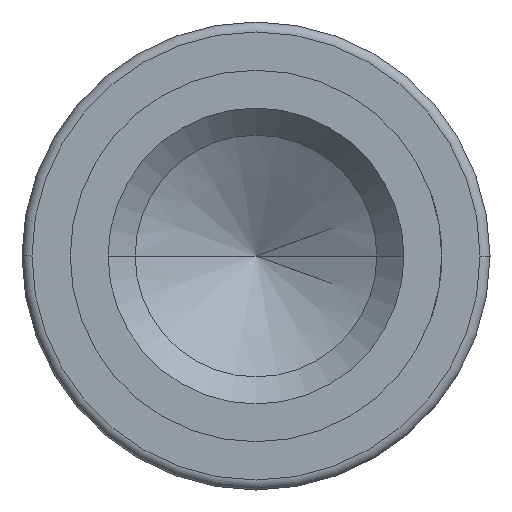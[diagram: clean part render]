
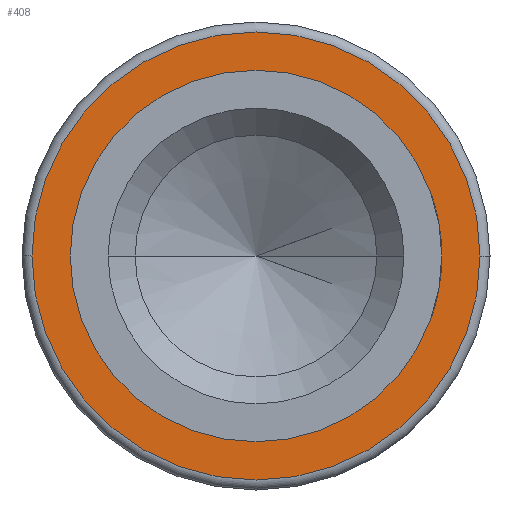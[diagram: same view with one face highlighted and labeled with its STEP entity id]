
A CAD part, front view. The second image highlights one B-rep face of the part: STEP entity #408.
In plain terms, the highlighted planar face has unit normal (0, -1, 0).
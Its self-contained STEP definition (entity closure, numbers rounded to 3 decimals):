
#1=CARTESIAN_POINT('',(0.,0.,0.));
#2=DIRECTION('',(0.,-1.,0.));
#3=DIRECTION('',(1.,0.,0.));
#4=AXIS2_PLACEMENT_3D('',#1,#2,#3);
#16=CARTESIAN_POINT('',(0.,0.,0.));
#17=DIRECTION('',(0.,-1.,0.));
#18=DIRECTION('',(-1.,0.,0.));
#19=AXIS2_PLACEMENT_3D('',#16,#17,#18);
#158=CARTESIAN_POINT('',(0.,0.,0.));
#159=DIRECTION('',(0.,1.,0.));
#160=DIRECTION('',(-1.,0.,0.));
#161=AXIS2_PLACEMENT_3D('',#158,#159,#160);
#190=CARTESIAN_POINT('',(0.,0.,0.));
#191=DIRECTION('',(0.,-1.,0.));
#192=DIRECTION('',(-1.,0.,0.));
#193=AXIS2_PLACEMENT_3D('',#190,#191,#192);
#301=CARTESIAN_POINT('',(-1.31,0.,0.));
#303=VERTEX_POINT('',#301);
#305=CARTESIAN_POINT('',(1.31,0.,0.));
#306=VERTEX_POINT('',#305);
#309=CARTESIAN_POINT('',(-1.58,0.,0.));
#310=CARTESIAN_POINT('',(1.58,0.,0.));
#311=VERTEX_POINT('',#309);
#312=VERTEX_POINT('',#310);
#392=CARTESIAN_POINT('',(0.,0.,0.));
#393=DIRECTION('',(0.,1.,0.));
#394=DIRECTION('',(1.,0.,0.));
#395=AXIS2_PLACEMENT_3D('',#392,#393,#394);
#396=PLANE('',#395);
#398=ORIENTED_EDGE('',*,*,#397,.F.);
#399=ORIENTED_EDGE('',*,*,#382,.F.);
#400=EDGE_LOOP('',(#398,#399));
#401=FACE_OUTER_BOUND('',#400,.F.);
#403=ORIENTED_EDGE('',*,*,#402,.F.);
#405=ORIENTED_EDGE('',*,*,#404,.T.);
#406=EDGE_LOOP('',(#403,#405));
#407=FACE_BOUND('',#406,.F.);
#408=ADVANCED_FACE('',(#401,#407),#396,.F.);
#5=CIRCLE('',#4,1.58);
#20=CIRCLE('',#19,1.58);
#162=CIRCLE('',#161,1.31);
#194=CIRCLE('',#193,1.31);
#382=EDGE_CURVE('',#312,#311,#5,.T.);
#397=EDGE_CURVE('',#311,#312,#20,.T.);
#402=EDGE_CURVE('',#303,#306,#162,.T.);
#404=EDGE_CURVE('',#303,#306,#194,.T.);
